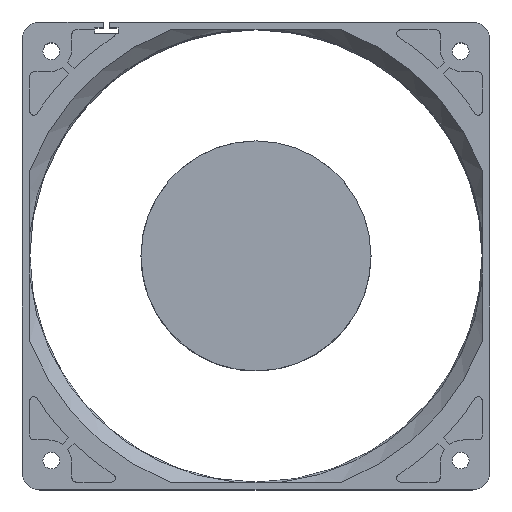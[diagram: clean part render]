
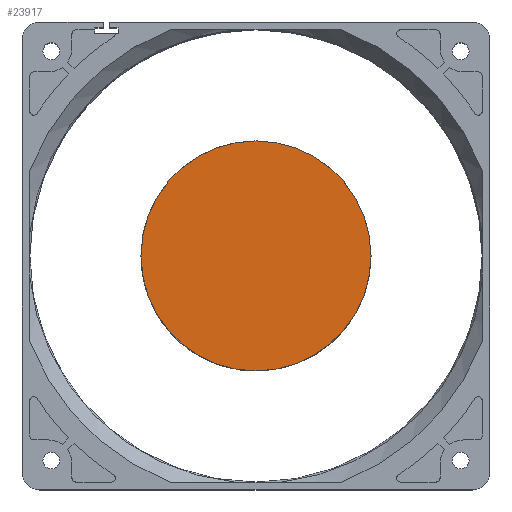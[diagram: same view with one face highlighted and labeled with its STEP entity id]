
A CAD part, top view. The second image highlights one B-rep face of the part: STEP entity #23917.
In plain terms, the highlighted planar face has unit normal (0, 0, 1).
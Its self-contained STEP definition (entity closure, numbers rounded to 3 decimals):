
#23827=CARTESIAN_POINT('',(0.,0.,0.));
#23828=DIRECTION('',(0.,0.,-1.));
#23829=DIRECTION('',(-1.,0.,0.));
#23830=AXIS2_PLACEMENT_3D('',#23827,#23828,#23829);
#23832=CARTESIAN_POINT('',(0.,0.,0.));
#23833=DIRECTION('',(0.,0.,-1.));
#23834=DIRECTION('',(1.,0.,0.));
#23835=AXIS2_PLACEMENT_3D('',#23832,#23833,#23834);
#23841=CARTESIAN_POINT('',(-29.5,0.,0.));
#23842=CARTESIAN_POINT('',(29.5,0.,0.));
#23843=VERTEX_POINT('',#23841);
#23844=VERTEX_POINT('',#23842);
#23908=CARTESIAN_POINT('',(0.,0.,0.));
#23909=DIRECTION('',(0.,0.,1.));
#23910=DIRECTION('',(1.,0.,0.));
#23911=AXIS2_PLACEMENT_3D('',#23908,#23909,#23910);
#23912=PLANE('',#23911);
#23913=ORIENTED_EDGE('',*,*,#23866,.T.);
#23914=ORIENTED_EDGE('',*,*,#23898,.T.);
#23915=EDGE_LOOP('',(#23913,#23914));
#23916=FACE_OUTER_BOUND('',#23915,.F.);
#23831=CIRCLE('',#23830,29.5);
#23836=CIRCLE('',#23835,29.5);
#23866=EDGE_CURVE('',#23843,#23844,#23831,.T.);
#23898=EDGE_CURVE('',#23844,#23843,#23836,.T.);
#23917=ADVANCED_FACE('',(#23916),#23912,.T.);
